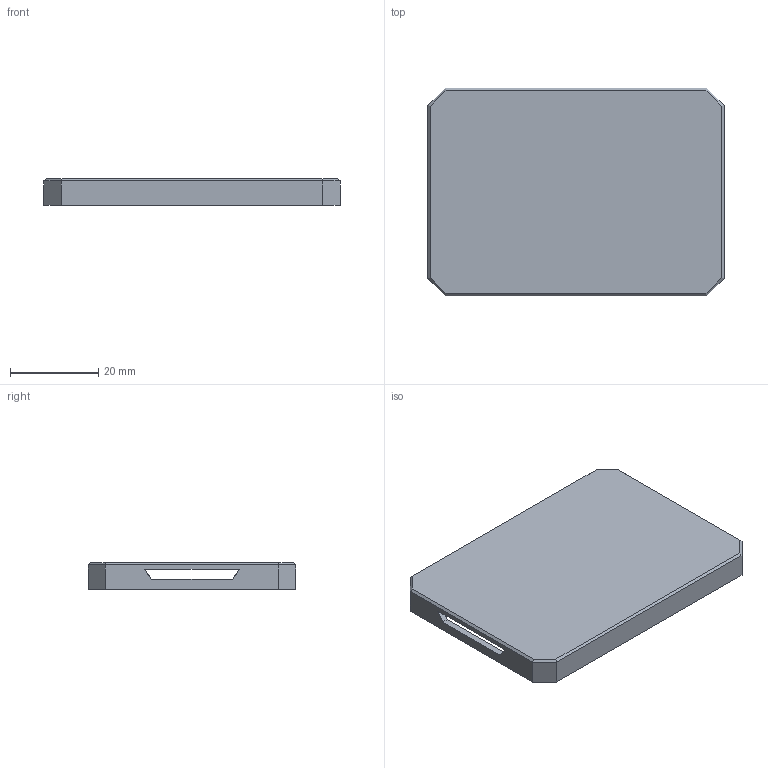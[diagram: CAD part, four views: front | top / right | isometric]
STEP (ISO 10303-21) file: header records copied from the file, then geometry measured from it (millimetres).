
FILE_DESCRIPTION(('HOOPS Exchange Step'),'2;1');
FILE_NAME('temp_export','2023-06-13T19:32:00-04:00',('gmoua'),('Shapr3D Limited'),'HOOPS Exchange 2022.2','Shapr3D','Authorized');
FILE_SCHEMA( ('AUTOMOTIVE_DESIGN { 1 0 10303 214 1 1 1 1 }') );
Length unit declared in the file: millimetre
Products named in the file (1): Hood Cap
Bounding box: 67 x 47 x 6 mm (x, y, z)
Volume: 6176.7 mm3; surface area: 8587.5 mm2
Topology: 1 solids, 1 shells, 81 faces, 226 edges, 148 vertices
Faces by surface type: plane 73, bspline 4, extrusion 4
Entity records: 2644 total; most frequent: CARTESIAN_POINT 540, ORIENTED_EDGE 452, DIRECTION 386, EDGE_CURVE 226, VECTOR 214, LINE 210, VERTEX_POINT 148, AXIS2_PLACEMENT_3D 86
